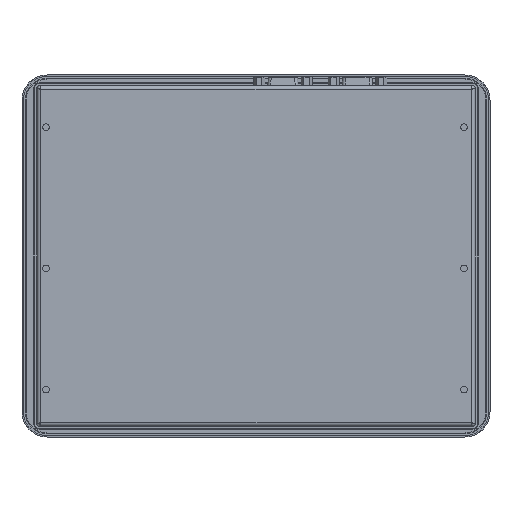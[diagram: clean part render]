
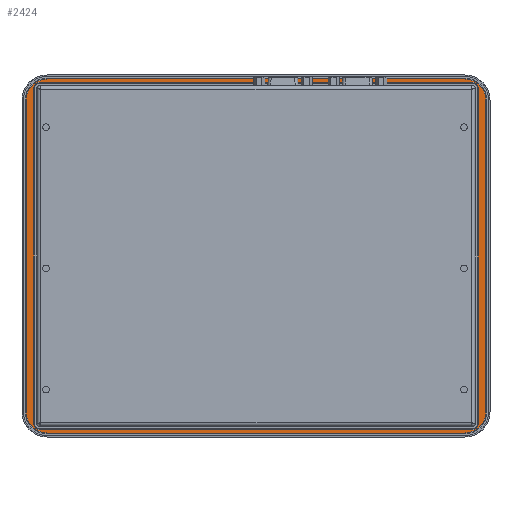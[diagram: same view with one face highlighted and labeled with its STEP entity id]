
A CAD part, left-side view. The second image highlights one B-rep face of the part: STEP entity #2424.
In plain terms, the highlighted planar face has unit normal (-1, 0, 0).
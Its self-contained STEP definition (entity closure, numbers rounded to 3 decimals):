
#80 = AXIS2_PLACEMENT_3D ( 'NONE', #19159, #16527, #16530 ) ;
#181 = VERTEX_POINT ( 'NONE', #13472 ) ;
#279 = AXIS2_PLACEMENT_3D ( 'NONE', #17894, #4658, #4685 ) ;
#470 = AXIS2_PLACEMENT_3D ( 'NONE', #25845, #25894, #25901 ) ;
#959 = CARTESIAN_POINT ( 'NONE',  ( -3., -120.85, 81.55 ) ) ;
#1137 = ORIENTED_EDGE ( 'NONE', *, *, #7438, .T. ) ;
#1147 = CARTESIAN_POINT ( 'NONE',  ( -3., 108.95, 92.75 ) ) ;
#1891 = VERTEX_POINT ( 'NONE', #21961 ) ;
#2281 = AXIS2_PLACEMENT_3D ( 'NONE', #16733, #13211, #13231 ) ;
#2424 = ADVANCED_FACE ( 'NONE', ( #3809, #3691 ), #13699, .T. ) ;
#2542 = AXIS2_PLACEMENT_3D ( 'NONE', #12589, #12637, #10574 ) ;
#2550 = VERTEX_POINT ( 'NONE', #16997 ) ;
#2621 = AXIS2_PLACEMENT_3D ( 'NONE', #18466, #18498, #10323 ) ;
#2639 = VERTEX_POINT ( 'NONE', #3547 ) ;
#2791 = AXIS2_PLACEMENT_3D ( 'NONE', #17740, #18923, #19006 ) ;
#2888 = AXIS2_PLACEMENT_3D ( 'NONE', #6798, #6765, #6700 ) ;
#3045 = VERTEX_POINT ( 'NONE', #22637 ) ;
#3513 = VERTEX_POINT ( 'NONE', #13467 ) ;
#3547 = CARTESIAN_POINT ( 'NONE',  ( -3., -120.85, 81.55 ) ) ;
#3691 = FACE_OUTER_BOUND ( 'NONE', #11786, .T. ) ;
#3809 = FACE_BOUND ( 'NONE', #11834, .T. ) ;
#3859 = VERTEX_POINT ( 'NONE', #17141 ) ;
#3922 = VERTEX_POINT ( 'NONE', #11076 ) ;
#4658 = DIRECTION ( 'NONE',  ( -1., 0., 0. ) ) ;
#4685 = DIRECTION ( 'NONE',  ( 0., 0., 1. ) ) ;
#4950 = ORIENTED_EDGE ( 'NONE', *, *, #8263, .F. ) ;
#6191 = VERTEX_POINT ( 'NONE', #24857 ) ;
#6439 = ORIENTED_EDGE ( 'NONE', *, *, #7603, .F. ) ;
#6700 = DIRECTION ( 'NONE',  ( 0., 0., 1. ) ) ;
#6765 = DIRECTION ( 'NONE',  ( -1., 0., 0. ) ) ;
#6798 = CARTESIAN_POINT ( 'NONE',  ( -3., -109.65, 81.55 ) ) ;
#6840 = ORIENTED_EDGE ( 'NONE', *, *, #8260, .T. ) ;
#7400 = EDGE_CURVE ( 'NONE', #2639, #13377, #25438, .T. ) ;
#7438 = EDGE_CURVE ( 'NONE', #3513, #22657, #25132, .T. ) ;
#7478 = EDGE_CURVE ( 'NONE', #12355, #2550, #24253, .T. ) ;
#7527 = EDGE_CURVE ( 'NONE', #15360, #12355, #23874, .T. ) ;
#7568 = EDGE_CURVE ( 'NONE', #3859, #15360, #23792, .T. ) ;
#7603 = EDGE_CURVE ( 'NONE', #8744, #1891, #22812, .T. ) ;
#7945 = ORIENTED_EDGE ( 'NONE', *, *, #7478, .F. ) ;
#8153 = EDGE_CURVE ( 'NONE', #16815, #22182, #15067, .T. ) ;
#8163 = EDGE_CURVE ( 'NONE', #22182, #8744, #14934, .T. ) ;
#8186 = EDGE_CURVE ( 'NONE', #2550, #16815, #14875, .T. ) ;
#8194 = EDGE_CURVE ( 'NONE', #1891, #3859, #14605, .T. ) ;
#8220 = EDGE_CURVE ( 'NONE', #3045, #22657, #14064, .T. ) ;
#8228 = EDGE_CURVE ( 'NONE', #3045, #181, #13839, .T. ) ;
#8236 = EDGE_CURVE ( 'NONE', #3922, #181, #13813, .T. ) ;
#8260 = EDGE_CURVE ( 'NONE', #3922, #6191, #12912, .T. ) ;
#8263 = EDGE_CURVE ( 'NONE', #2639, #6191, #12888, .T. ) ;
#8267 = EDGE_CURVE ( 'NONE', #3513, #13377, #12576, .T. ) ;
#8744 = VERTEX_POINT ( 'NONE', #13505 ) ;
#8920 = ORIENTED_EDGE ( 'NONE', *, *, #8236, .F. ) ;
#9506 = CARTESIAN_POINT ( 'NONE',  ( -3., 120.15, 81.55 ) ) ;
#10323 = DIRECTION ( 'NONE',  ( 0., 0., 1. ) ) ;
#10574 = DIRECTION ( 'NONE',  ( 0., 0., 1. ) ) ;
#11076 = CARTESIAN_POINT ( 'NONE',  ( -3., -109.65, -92.75 ) ) ;
#11786 = EDGE_LOOP ( 'NONE', ( #1137, #25477, #15385, #8920, #6840, #4950, #15949, #13671 ) ) ;
#11834 = EDGE_LOOP ( 'NONE', ( #25879, #16317, #14098, #7945, #23085, #20896, #16874, #6439 ) ) ;
#12355 = VERTEX_POINT ( 'NONE', #25393 ) ;
#12550 = VECTOR ( 'NONE', #20244, 1000. ) ;
#12576 = LINE ( 'NONE', #1147, #12550 ) ;
#12589 = CARTESIAN_POINT ( 'NONE',  ( -3., 112.75, 87.65 ) ) ;
#12621 = VECTOR ( 'NONE', #16612, 1000. ) ;
#12637 = DIRECTION ( 'NONE',  ( -1., 0., 0. ) ) ;
#12888 = LINE ( 'NONE', #959, #12621 ) ;
#12912 = CIRCLE ( 'NONE', #80, 11.2 ) ;
#13123 = DIRECTION ( 'NONE',  ( 0., 0., -1. ) ) ;
#13211 = DIRECTION ( 'NONE',  ( -1., 0., 0. ) ) ;
#13231 = DIRECTION ( 'NONE',  ( 0., 0., 1. ) ) ;
#13377 = VERTEX_POINT ( 'NONE', #15236 ) ;
#13467 = CARTESIAN_POINT ( 'NONE',  ( -3., 108.95, 92.75 ) ) ;
#13472 = CARTESIAN_POINT ( 'NONE',  ( -3., 108.95, -92.75 ) ) ;
#13505 = CARTESIAN_POINT ( 'NONE',  ( -3., -116.85, 87.65 ) ) ;
#13601 = VECTOR ( 'NONE', #17802, 1000. ) ;
#13671 = ORIENTED_EDGE ( 'NONE', *, *, #8267, .F. ) ;
#13699 = PLANE ( 'NONE',  #19689 ) ;
#13761 = DIRECTION ( 'NONE',  ( 0., 0., 1. ) ) ;
#13790 = CARTESIAN_POINT ( 'NONE',  ( -3., -0.35, 0. ) ) ;
#13813 = LINE ( 'NONE', #17710, #13601 ) ;
#13839 = CIRCLE ( 'NONE', #279, 11.2 ) ;
#13851 = DIRECTION ( 'NONE',  ( -1., 0., 0. ) ) ;
#13911 = VECTOR ( 'NONE', #19400, 1000. ) ;
#14064 = LINE ( 'NONE', #19373, #13911 ) ;
#14098 = ORIENTED_EDGE ( 'NONE', *, *, #8186, .F. ) ;
#14552 = VECTOR ( 'NONE', #25814, 1000. ) ;
#14605 = LINE ( 'NONE', #26149, #14552 ) ;
#14763 = VECTOR ( 'NONE', #26063, 1000. ) ;
#14847 = VECTOR ( 'NONE', #26040, 1000. ) ;
#14875 = LINE ( 'NONE', #26100, #14763 ) ;
#14934 = LINE ( 'NONE', #25982, #14847 ) ;
#15067 = CIRCLE ( 'NONE', #470, 3.4 ) ;
#15236 = CARTESIAN_POINT ( 'NONE',  ( -3., -109.65, 92.75 ) ) ;
#15360 = VERTEX_POINT ( 'NONE', #25391 ) ;
#15385 = ORIENTED_EDGE ( 'NONE', *, *, #8228, .T. ) ;
#15949 = ORIENTED_EDGE ( 'NONE', *, *, #7400, .T. ) ;
#16317 = ORIENTED_EDGE ( 'NONE', *, *, #8153, .F. ) ;
#16527 = DIRECTION ( 'NONE',  ( -1., 0., 0. ) ) ;
#16530 = DIRECTION ( 'NONE',  ( 0., 0., 1. ) ) ;
#16612 = DIRECTION ( 'NONE',  ( 0., 0., -1. ) ) ;
#16733 = CARTESIAN_POINT ( 'NONE',  ( -3., -113.45, 87.65 ) ) ;
#16815 = VERTEX_POINT ( 'NONE', #23244 ) ;
#16874 = ORIENTED_EDGE ( 'NONE', *, *, #8194, .F. ) ;
#16940 = CARTESIAN_POINT ( 'NONE',  ( -3., 116.15, 87.65 ) ) ;
#16997 = CARTESIAN_POINT ( 'NONE',  ( -3., 112.75, -91.05 ) ) ;
#17009 = CARTESIAN_POINT ( 'NONE',  ( -3., -116.85, -87.65 ) ) ;
#17141 = CARTESIAN_POINT ( 'NONE',  ( -3., 112.75, 91.05 ) ) ;
#17710 = CARTESIAN_POINT ( 'NONE',  ( -3., -109.65, -92.75 ) ) ;
#17740 = CARTESIAN_POINT ( 'NONE',  ( -3., 108.95, 81.55 ) ) ;
#17802 = DIRECTION ( 'NONE',  ( 0., 1., 0. ) ) ;
#17894 = CARTESIAN_POINT ( 'NONE',  ( -3., 108.95, -81.55 ) ) ;
#18466 = CARTESIAN_POINT ( 'NONE',  ( -3., 112.75, -87.65 ) ) ;
#18498 = DIRECTION ( 'NONE',  ( -1., 0., 0. ) ) ;
#18923 = DIRECTION ( 'NONE',  ( -1., 0., 0. ) ) ;
#19006 = DIRECTION ( 'NONE',  ( 0., 0., 1. ) ) ;
#19159 = CARTESIAN_POINT ( 'NONE',  ( -3., -109.65, -81.55 ) ) ;
#19373 = CARTESIAN_POINT ( 'NONE',  ( -3., 120.15, -81.55 ) ) ;
#19400 = DIRECTION ( 'NONE',  ( 0., 0., 1. ) ) ;
#19689 = AXIS2_PLACEMENT_3D ( 'NONE', #13790, #13851, #13761 ) ;
#20244 = DIRECTION ( 'NONE',  ( 0., -1., 0. ) ) ;
#20896 = ORIENTED_EDGE ( 'NONE', *, *, #7568, .F. ) ;
#21961 = CARTESIAN_POINT ( 'NONE',  ( -3., -113.45, 91.05 ) ) ;
#22182 = VERTEX_POINT ( 'NONE', #17009 ) ;
#22637 = CARTESIAN_POINT ( 'NONE',  ( -3., 120.15, -81.55 ) ) ;
#22657 = VERTEX_POINT ( 'NONE', #9506 ) ;
#22812 = CIRCLE ( 'NONE', #2281, 3.4 ) ;
#23085 = ORIENTED_EDGE ( 'NONE', *, *, #7527, .F. ) ;
#23244 = CARTESIAN_POINT ( 'NONE',  ( -3., -113.45, -91.05 ) ) ;
#23792 = CIRCLE ( 'NONE', #2542, 3.4 ) ;
#23822 = VECTOR ( 'NONE', #13123, 1000. ) ;
#23874 = LINE ( 'NONE', #16940, #23822 ) ;
#24253 = CIRCLE ( 'NONE', #2621, 3.4 ) ;
#24857 = CARTESIAN_POINT ( 'NONE',  ( -3., -120.85, -81.55 ) ) ;
#25132 = CIRCLE ( 'NONE', #2791, 11.2 ) ;
#25391 = CARTESIAN_POINT ( 'NONE',  ( -3., 116.15, 87.65 ) ) ;
#25393 = CARTESIAN_POINT ( 'NONE',  ( -3., 116.15, -87.65 ) ) ;
#25438 = CIRCLE ( 'NONE', #2888, 11.2 ) ;
#25477 = ORIENTED_EDGE ( 'NONE', *, *, #8220, .F. ) ;
#25814 = DIRECTION ( 'NONE',  ( 0., 1., 0. ) ) ;
#25845 = CARTESIAN_POINT ( 'NONE',  ( -3., -113.45, -87.65 ) ) ;
#25879 = ORIENTED_EDGE ( 'NONE', *, *, #8163, .F. ) ;
#25894 = DIRECTION ( 'NONE',  ( -1., 0., 0. ) ) ;
#25901 = DIRECTION ( 'NONE',  ( 0., 0., 1. ) ) ;
#25982 = CARTESIAN_POINT ( 'NONE',  ( -3., -116.85, -87.65 ) ) ;
#26040 = DIRECTION ( 'NONE',  ( 0., 0., 1. ) ) ;
#26063 = DIRECTION ( 'NONE',  ( 0., -1., 0. ) ) ;
#26100 = CARTESIAN_POINT ( 'NONE',  ( -3., 112.75, -91.05 ) ) ;
#26149 = CARTESIAN_POINT ( 'NONE',  ( -3., -113.45, 91.05 ) ) ;
